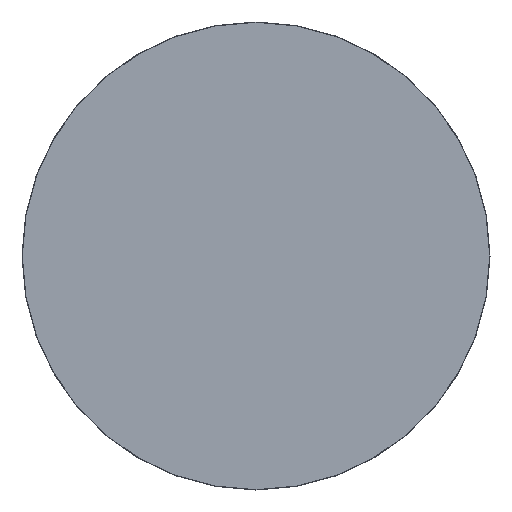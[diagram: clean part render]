
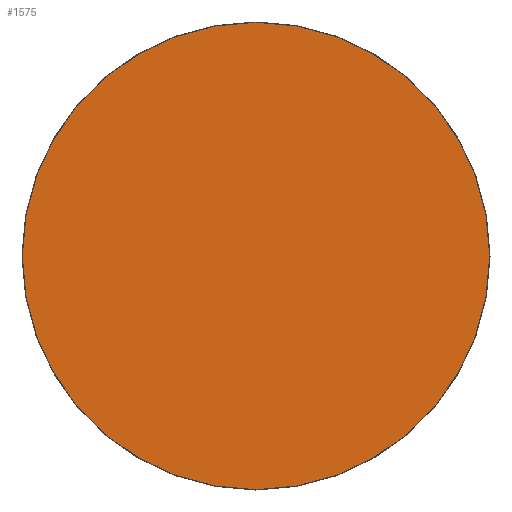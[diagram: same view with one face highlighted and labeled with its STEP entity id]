
A CAD part, front view. The second image highlights one B-rep face of the part: STEP entity #1575.
In plain terms, the highlighted planar face has unit normal (0, -1, 0).
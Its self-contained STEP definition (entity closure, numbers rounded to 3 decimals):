
#121=PLANE('',#1761);
#200=FACE_OUTER_BOUND('',#318,.T.);
#318=EDGE_LOOP('',(#1179));
#604=CIRCLE('',#1759,139.524);
#709=VERTEX_POINT('',#5416);
#878=EDGE_CURVE('',#709,#709,#604,.T.);
#1179=ORIENTED_EDGE('',*,*,#878,.T.);
#1575=ADVANCED_FACE('',(#200),#121,.T.);
#1759=AXIS2_PLACEMENT_3D('',#5417,#2091,#2092);
#1761=AXIS2_PLACEMENT_3D('',#5419,#2095,#2096);
#2091=DIRECTION('center_axis',(0.,-1.,0.));
#2092=DIRECTION('ref_axis',(1.,0.,0.));
#2095=DIRECTION('center_axis',(0.,-1.,0.));
#2096=DIRECTION('ref_axis',(0.,0.,-1.));
#5416=CARTESIAN_POINT('',(761.324,132.059,850.836));
#5417=CARTESIAN_POINT('Origin',(761.324,132.059,711.311));
#5419=CARTESIAN_POINT('Origin',(761.324,132.059,711.311));
